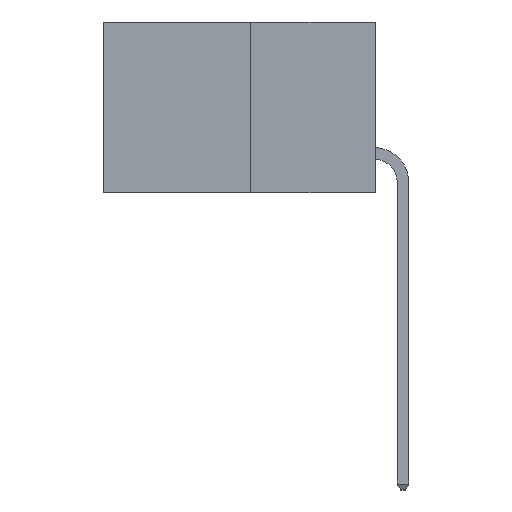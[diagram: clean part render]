
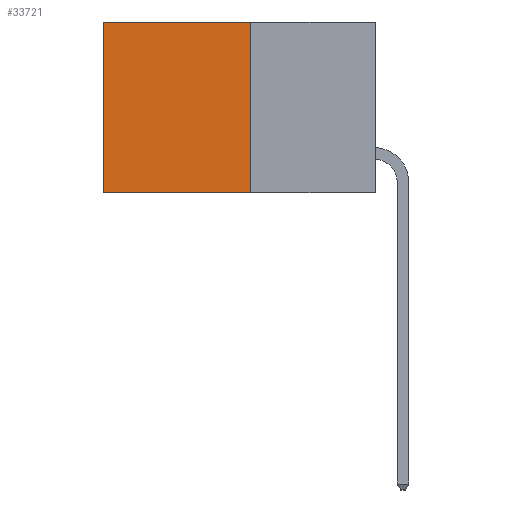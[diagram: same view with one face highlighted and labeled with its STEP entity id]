
A CAD part, left-side view. The second image highlights one B-rep face of the part: STEP entity #33721.
In plain terms, the highlighted planar face has unit normal (-1, 0, 0).
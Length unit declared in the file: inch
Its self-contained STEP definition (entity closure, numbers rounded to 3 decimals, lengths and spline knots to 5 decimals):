
#2529 = EDGE_CURVE ( 'NONE', #20155, #33896, #15680, .T. ) ;
#2905 = CARTESIAN_POINT ( 'NONE',  ( 0.277, 0.59, -0.37 ) ) ;
#3427 = CARTESIAN_POINT ( 'NONE',  ( 0.277, 0.27, 0. ) ) ;
#3822 = FACE_OUTER_BOUND ( 'NONE', #11674, .T. ) ;
#5095 = VERTEX_POINT ( 'NONE', #22837 ) ;
#8576 = VECTOR ( 'NONE', #18677, 39.37008 ) ;
#9421 = LINE ( 'NONE', #30062, #21959 ) ;
#9503 = DIRECTION ( 'NONE',  ( 0., 1., 0. ) ) ;
#11424 = EDGE_CURVE ( 'NONE', #5095, #33896, #13664, .T. ) ;
#11674 = EDGE_LOOP ( 'NONE', ( #30189, #21184, #23798, #18757 ) ) ;
#12227 = VERTEX_POINT ( 'NONE', #3427 ) ;
#12998 = DIRECTION ( 'NONE',  ( 1., 0., 0. ) ) ;
#13664 = LINE ( 'NONE', #28960, #27032 ) ;
#15010 = EDGE_CURVE ( 'NONE', #12227, #20155, #20119, .T. ) ;
#15680 = LINE ( 'NONE', #20756, #8576 ) ;
#18677 = DIRECTION ( 'NONE',  ( 0., 0., -1. ) ) ;
#18757 = ORIENTED_EDGE ( 'NONE', *, *, #15010, .T. ) ;
#19272 = VECTOR ( 'NONE', #9503, 39.37008 ) ;
#20119 = LINE ( 'NONE', #28172, #19272 ) ;
#20155 = VERTEX_POINT ( 'NONE', #30239 ) ;
#20756 = CARTESIAN_POINT ( 'NONE',  ( 0.277, 0.59, -0.37 ) ) ;
#20960 = PLANE ( 'NONE',  #24004 ) ;
#21184 = ORIENTED_EDGE ( 'NONE', *, *, #11424, .F. ) ;
#21959 = VECTOR ( 'NONE', #24724, 39.37008 ) ;
#22837 = CARTESIAN_POINT ( 'NONE',  ( 0.277, 0.27, -0.37 ) ) ;
#23719 = DIRECTION ( 'NONE',  ( 0., 1., 0. ) ) ;
#23798 = ORIENTED_EDGE ( 'NONE', *, *, #32177, .F. ) ;
#24004 = AXIS2_PLACEMENT_3D ( 'NONE', #28972, #12998, #31619 ) ;
#24724 = DIRECTION ( 'NONE',  ( 0., 0., -1. ) ) ;
#27032 = VECTOR ( 'NONE', #23719, 39.37008 ) ;
#28172 = CARTESIAN_POINT ( 'NONE',  ( 0.277, 0.27, 0. ) ) ;
#28960 = CARTESIAN_POINT ( 'NONE',  ( 0.277, 0.27, -0.37 ) ) ;
#28972 = CARTESIAN_POINT ( 'NONE',  ( 0.277, 0.27, -0.37 ) ) ;
#30062 = CARTESIAN_POINT ( 'NONE',  ( 0.277, 0.27, -0.37 ) ) ;
#30189 = ORIENTED_EDGE ( 'NONE', *, *, #2529, .T. ) ;
#30239 = CARTESIAN_POINT ( 'NONE',  ( 0.277, 0.59, 0. ) ) ;
#31619 = DIRECTION ( 'NONE',  ( 0., 0., -1. ) ) ;
#32177 = EDGE_CURVE ( 'NONE', #12227, #5095, #9421, .T. ) ;
#33721 = ADVANCED_FACE ( 'NONE', ( #3822 ), #20960, .F. ) ;
#33896 = VERTEX_POINT ( 'NONE', #2905 ) ;
